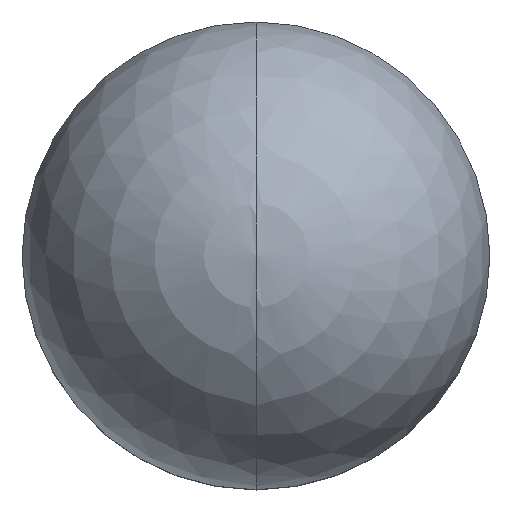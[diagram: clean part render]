
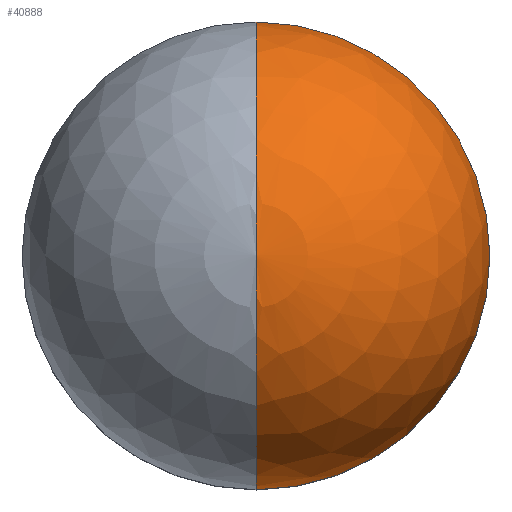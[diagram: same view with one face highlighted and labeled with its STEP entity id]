
A CAD part, top view. The second image highlights one B-rep face of the part: STEP entity #40888.
In plain terms, the highlighted spherical face has radius 25 mm.
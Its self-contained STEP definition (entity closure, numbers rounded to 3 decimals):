
#40498=CARTESIAN_POINT('',(0.,-25.,0.));
#40499=DIRECTION('',(1.,0.,0.));
#40500=DIRECTION('',(0.,0.,-1.));
#40501=AXIS2_PLACEMENT_3D('',#40498,#40499,#40500);
#40503=CARTESIAN_POINT('',(0.,-25.,0.));
#40504=DIRECTION('',(-1.,0.,0.));
#40505=DIRECTION('',(0.,0.,1.));
#40506=AXIS2_PLACEMENT_3D('',#40503,#40504,#40505);
#40508=CARTESIAN_POINT('',(0.,-25.,0.));
#40509=DIRECTION('',(0.,1.,0.));
#40510=DIRECTION('',(0.,0.,-1.));
#40511=AXIS2_PLACEMENT_3D('',#40508,#40509,#40510);
#40535=CARTESIAN_POINT('',(0.,-25.,-25.));
#40536=CARTESIAN_POINT('',(0.,0.,0.));
#40537=VERTEX_POINT('',#40535);
#40538=VERTEX_POINT('',#40536);
#40541=CARTESIAN_POINT('',(0.,-25.,25.));
#40542=VERTEX_POINT('',#40541);
#40876=CARTESIAN_POINT('',(0.,-25.,0.));
#40877=DIRECTION('',(0.,-1.,0.));
#40878=DIRECTION('',(0.,0.,1.));
#40879=AXIS2_PLACEMENT_3D('',#40876,#40877,#40878);
#40880=SPHERICAL_SURFACE('',#40879,25.);
#40882=ORIENTED_EDGE('',*,*,#40881,.T.);
#40884=ORIENTED_EDGE('',*,*,#40883,.F.);
#40885=ORIENTED_EDGE('',*,*,#40865,.F.);
#40886=EDGE_LOOP('',(#40882,#40884,#40885));
#40887=FACE_OUTER_BOUND('',#40886,.F.);
#40888=ADVANCED_FACE('',(#40887),#40880,.T.);
#40502=CIRCLE('',#40501,25.);
#40507=CIRCLE('',#40506,25.);
#40512=CIRCLE('',#40511,25.);
#40865=EDGE_CURVE('',#40537,#40542,#40512,.T.);
#40881=EDGE_CURVE('',#40537,#40538,#40502,.T.);
#40883=EDGE_CURVE('',#40542,#40538,#40507,.T.);
